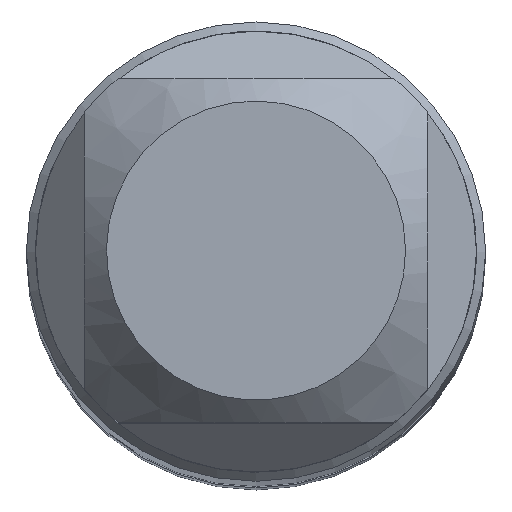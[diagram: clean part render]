
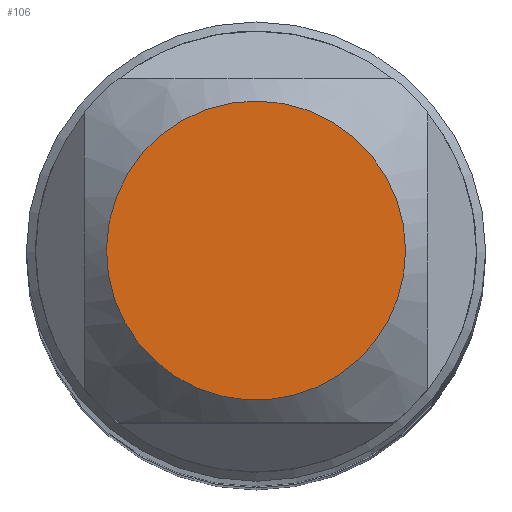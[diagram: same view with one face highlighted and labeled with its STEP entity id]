
A CAD part, top view. The second image highlights one B-rep face of the part: STEP entity #106.
In plain terms, the highlighted planar face has unit normal (0, 0, 1).
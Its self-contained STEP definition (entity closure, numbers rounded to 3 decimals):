
#70=PLANE('',#409);
#82=FACE_OUTER_BOUND('',#166,.T.);
#106=ADVANCED_FACE('',(#82),#70,.F.);
#166=EDGE_LOOP('',(#202));
#202=ORIENTED_EDGE('',*,*,#300,.T.);
#271=VERTEX_POINT('',#597);
#300=EDGE_CURVE('',#271,#271,#337,.T.);
#337=CIRCLE('',#408,2.109);
#408=AXIS2_PLACEMENT_3D('',#596,#474,#475);
#409=AXIS2_PLACEMENT_3D('',#598,#476,#477);
#474=DIRECTION('',(0.,0.,1.));
#475=DIRECTION('',(1.,0.,0.));
#476=DIRECTION('',(0.,0.,-1.));
#477=DIRECTION('',(-1.,0.,0.));
#596=CARTESIAN_POINT('',(0.,0.,0.));
#597=CARTESIAN_POINT('',(2.109,0.,0.));
#598=CARTESIAN_POINT('',(3.439,0.,0.));
